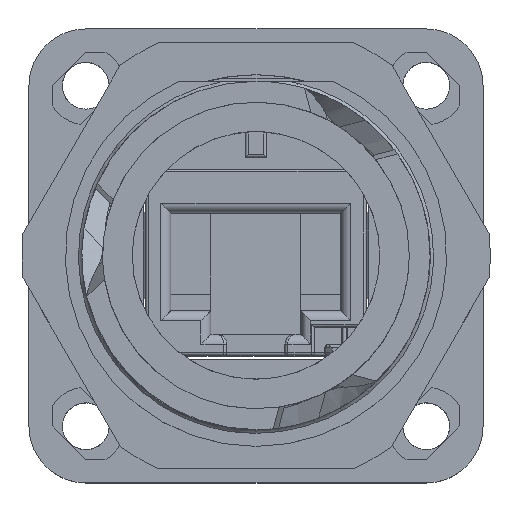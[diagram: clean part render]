
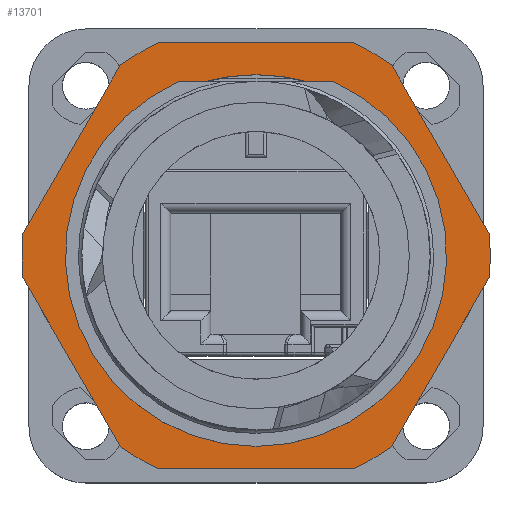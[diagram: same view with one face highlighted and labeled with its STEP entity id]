
A CAD part, top view. The second image highlights one B-rep face of the part: STEP entity #13701.
In plain terms, the highlighted planar face has unit normal (0, 0, 1).
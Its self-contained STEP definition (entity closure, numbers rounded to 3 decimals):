
#3722=AXIS2_PLACEMENT_3D('Circle Axis2P3D',#3720,#3721,$) ;
#13285=AXIS2_PLACEMENT_3D('Circle Axis2P3D',#13283,#13284,$) ;
#13434=AXIS2_PLACEMENT_3D('Circle Axis2P3D',#13432,#13433,$) ;
#13477=AXIS2_PLACEMENT_3D('Circle Axis2P3D',#13475,#13476,$) ;
#13520=AXIS2_PLACEMENT_3D('Circle Axis2P3D',#13518,#13519,$) ;
#13563=AXIS2_PLACEMENT_3D('Circle Axis2P3D',#13561,#13562,$) ;
#13606=AXIS2_PLACEMENT_3D('Circle Axis2P3D',#13604,#13605,$) ;
#13642=AXIS2_PLACEMENT_3D('Circle Axis2P3D',#13640,#13641,$) ;
#13679=AXIS2_PLACEMENT_3D('Plane Axis2P3D',#13676,#13677,#13678) ;
#2586=CARTESIAN_POINT('Line Origine',(20.976,28.275,22.813)) ;
#2590=CARTESIAN_POINT('Vertex',(19.996,28.275,22.813)) ;
#2592=CARTESIAN_POINT('Vertex',(21.957,28.275,22.813)) ;
#2604=CARTESIAN_POINT('Vertex',(13.004,28.275,22.813)) ;
#2607=CARTESIAN_POINT('Line Origine',(12.024,28.275,22.813)) ;
#2611=CARTESIAN_POINT('Vertex',(11.043,28.275,22.813)) ;
#3720=CARTESIAN_POINT('Axis2P3D Location',(16.5,16.,22.813)) ;
#13283=CARTESIAN_POINT('Axis2P3D Location',(16.5,16.,22.813)) ;
#13422=CARTESIAN_POINT('Vertex',(0.073,17.547,22.813)) ;
#13429=CARTESIAN_POINT('Vertex',(0.073,14.453,22.813)) ;
#13432=CARTESIAN_POINT('Axis2P3D Location',(16.5,16.,22.813)) ;
#13449=CARTESIAN_POINT('Line Origine',(3.51,23.5,22.813)) ;
#13453=CARTESIAN_POINT('Vertex',(6.947,29.453,22.813)) ;
#13472=CARTESIAN_POINT('Vertex',(9.626,31.,22.813)) ;
#13475=CARTESIAN_POINT('Axis2P3D Location',(16.5,16.,22.813)) ;
#13492=CARTESIAN_POINT('Line Origine',(16.5,31.,22.813)) ;
#13496=CARTESIAN_POINT('Vertex',(23.374,31.,22.813)) ;
#13515=CARTESIAN_POINT('Vertex',(26.053,29.453,22.813)) ;
#13518=CARTESIAN_POINT('Axis2P3D Location',(16.5,16.,22.813)) ;
#13535=CARTESIAN_POINT('Line Origine',(29.49,23.5,22.813)) ;
#13539=CARTESIAN_POINT('Vertex',(32.927,17.547,22.813)) ;
#13558=CARTESIAN_POINT('Vertex',(32.927,14.453,22.813)) ;
#13561=CARTESIAN_POINT('Axis2P3D Location',(16.5,16.,22.813)) ;
#13578=CARTESIAN_POINT('Line Origine',(29.49,8.5,22.813)) ;
#13582=CARTESIAN_POINT('Vertex',(26.053,2.547,22.813)) ;
#13601=CARTESIAN_POINT('Vertex',(23.374,1.,22.813)) ;
#13604=CARTESIAN_POINT('Axis2P3D Location',(16.5,16.,22.813)) ;
#13621=CARTESIAN_POINT('Line Origine',(16.5,1.,22.813)) ;
#13625=CARTESIAN_POINT('Vertex',(9.626,1.,22.813)) ;
#13640=CARTESIAN_POINT('Axis2P3D Location',(16.5,16.,22.813)) ;
#13644=CARTESIAN_POINT('Vertex',(6.947,2.547,22.813)) ;
#13664=CARTESIAN_POINT('Line Origine',(3.51,8.5,22.813)) ;
#13676=CARTESIAN_POINT('Axis2P3D Location',(16.5,16.,22.813)) ;
#2587=DIRECTION('Vector Direction',(1.,0.,0.)) ;
#2608=DIRECTION('Vector Direction',(1.,0.,0.)) ;
#3721=DIRECTION('Axis2P3D Direction',(0.,0.,1.)) ;
#13284=DIRECTION('Axis2P3D Direction',(0.,0.,-1.)) ;
#13433=DIRECTION('Axis2P3D Direction',(0.,0.,-1.)) ;
#13450=DIRECTION('Vector Direction',(0.5,0.866,0.)) ;
#13476=DIRECTION('Axis2P3D Direction',(0.,0.,-1.)) ;
#13493=DIRECTION('Vector Direction',(1.,0.,0.)) ;
#13519=DIRECTION('Axis2P3D Direction',(0.,0.,-1.)) ;
#13536=DIRECTION('Vector Direction',(0.5,-0.866,0.)) ;
#13562=DIRECTION('Axis2P3D Direction',(0.,0.,-1.)) ;
#13579=DIRECTION('Vector Direction',(-0.5,-0.866,0.)) ;
#13605=DIRECTION('Axis2P3D Direction',(0.,0.,-1.)) ;
#13622=DIRECTION('Vector Direction',(-1.,0.,0.)) ;
#13641=DIRECTION('Axis2P3D Direction',(0.,0.,-1.)) ;
#13665=DIRECTION('Vector Direction',(-0.5,0.866,0.)) ;
#13677=DIRECTION('Axis2P3D Direction',(0.,0.,-1.)) ;
#13678=DIRECTION('Axis2P3D XDirection',(-0.866,-0.5,0.)) ;
#2588=VECTOR('Line Direction',#2587,1.) ;
#2609=VECTOR('Line Direction',#2608,1.) ;
#13451=VECTOR('Line Direction',#13450,1.) ;
#13494=VECTOR('Line Direction',#13493,1.) ;
#13537=VECTOR('Line Direction',#13536,1.) ;
#13580=VECTOR('Line Direction',#13579,1.) ;
#13623=VECTOR('Line Direction',#13622,1.) ;
#13666=VECTOR('Line Direction',#13665,1.) ;
#13682=ORIENTED_EDGE('',*,*,#13668,.F.) ;
#13683=ORIENTED_EDGE('',*,*,#13646,.F.) ;
#13684=ORIENTED_EDGE('',*,*,#13627,.F.) ;
#13685=ORIENTED_EDGE('',*,*,#13608,.F.) ;
#13686=ORIENTED_EDGE('',*,*,#13584,.F.) ;
#13687=ORIENTED_EDGE('',*,*,#13565,.F.) ;
#13688=ORIENTED_EDGE('',*,*,#13541,.F.) ;
#13689=ORIENTED_EDGE('',*,*,#13522,.F.) ;
#13690=ORIENTED_EDGE('',*,*,#13498,.F.) ;
#13691=ORIENTED_EDGE('',*,*,#13479,.F.) ;
#13692=ORIENTED_EDGE('',*,*,#13455,.F.) ;
#13693=ORIENTED_EDGE('',*,*,#13436,.F.) ;
#13696=ORIENTED_EDGE('',*,*,#13287,.T.) ;
#13697=ORIENTED_EDGE('',*,*,#2594,.T.) ;
#13698=ORIENTED_EDGE('',*,*,#3724,.T.) ;
#13699=ORIENTED_EDGE('',*,*,#2613,.T.) ;
#13700=FACE_BOUND('',#13695,.T.) ;
#13701=ADVANCED_FACE('Hauptk\X2\00F6\X0\rper',(#13694,#13700),#13680,.F.) ;
#3723=CIRCLE('generated circle',#3722,13.433) ;
#13286=CIRCLE('generated circle',#13285,12.763) ;
#13435=CIRCLE('generated circle',#13434,16.5) ;
#13478=CIRCLE('generated circle',#13477,16.5) ;
#13521=CIRCLE('generated circle',#13520,16.5) ;
#13564=CIRCLE('generated circle',#13563,16.5) ;
#13607=CIRCLE('generated circle',#13606,16.5) ;
#13643=CIRCLE('generated circle',#13642,16.5) ;
#2594=EDGE_CURVE('',#2591,#2593,#2589,.T.) ;
#2613=EDGE_CURVE('',#2612,#2605,#2610,.T.) ;
#3724=EDGE_CURVE('',#2593,#2612,#3723,.F.) ;
#13287=EDGE_CURVE('',#2605,#2591,#13286,.T.) ;
#13436=EDGE_CURVE('',#13430,#13423,#13435,.T.) ;
#13455=EDGE_CURVE('',#13423,#13454,#13452,.T.) ;
#13479=EDGE_CURVE('',#13454,#13473,#13478,.T.) ;
#13498=EDGE_CURVE('',#13473,#13497,#13495,.T.) ;
#13522=EDGE_CURVE('',#13497,#13516,#13521,.T.) ;
#13541=EDGE_CURVE('',#13516,#13540,#13538,.T.) ;
#13565=EDGE_CURVE('',#13540,#13559,#13564,.T.) ;
#13584=EDGE_CURVE('',#13559,#13583,#13581,.T.) ;
#13608=EDGE_CURVE('',#13583,#13602,#13607,.T.) ;
#13627=EDGE_CURVE('',#13602,#13626,#13624,.T.) ;
#13646=EDGE_CURVE('',#13626,#13645,#13643,.T.) ;
#13668=EDGE_CURVE('',#13645,#13430,#13667,.T.) ;
#13681=EDGE_LOOP('',(#13682,#13683,#13684,#13685,#13686,#13687,#13688,#13689,#13690,#13691,#13692,#13693)) ;
#13695=EDGE_LOOP('',(#13696,#13697,#13698,#13699)) ;
#13694=FACE_OUTER_BOUND('',#13681,.T.) ;
#2589=LINE('Line',#2586,#2588) ;
#2610=LINE('Line',#2607,#2609) ;
#13452=LINE('Line',#13449,#13451) ;
#13495=LINE('Line',#13492,#13494) ;
#13538=LINE('Line',#13535,#13537) ;
#13581=LINE('Line',#13578,#13580) ;
#13624=LINE('Line',#13621,#13623) ;
#13667=LINE('Line',#13664,#13666) ;
#13680=PLANE('',#13679) ;
#2591=VERTEX_POINT('',#2590) ;
#2593=VERTEX_POINT('',#2592) ;
#2605=VERTEX_POINT('',#2604) ;
#2612=VERTEX_POINT('',#2611) ;
#13423=VERTEX_POINT('',#13422) ;
#13430=VERTEX_POINT('',#13429) ;
#13454=VERTEX_POINT('',#13453) ;
#13473=VERTEX_POINT('',#13472) ;
#13497=VERTEX_POINT('',#13496) ;
#13516=VERTEX_POINT('',#13515) ;
#13540=VERTEX_POINT('',#13539) ;
#13559=VERTEX_POINT('',#13558) ;
#13583=VERTEX_POINT('',#13582) ;
#13602=VERTEX_POINT('',#13601) ;
#13626=VERTEX_POINT('',#13625) ;
#13645=VERTEX_POINT('',#13644) ;
